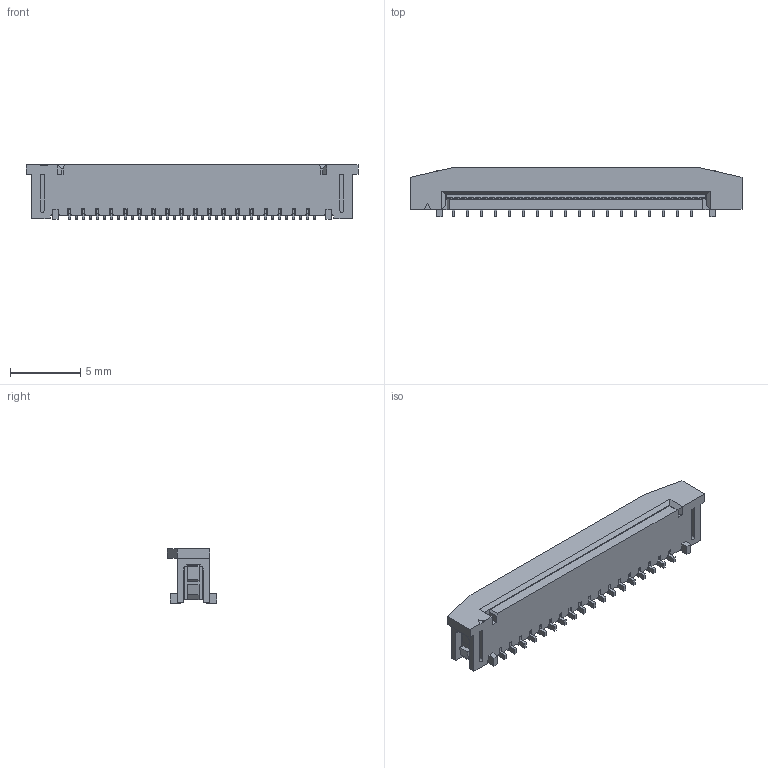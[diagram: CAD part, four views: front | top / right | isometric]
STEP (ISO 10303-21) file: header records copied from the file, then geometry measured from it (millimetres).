
FILE_DESCRIPTION(('FreeCAD Model'),'2;1');
FILE_NAME('Molex_52559-3652.step', '2021-04-01T20:05:35',('kicad StepUp'),('ksu MCAD'), 'Open CASCADE STEP processor 7.2','FreeCAD','Unknown');
FILE_SCHEMA(('AUTOMOTIVE_DESIGN { 1 0 10303 214 1 1 1 1 }'));
Length unit declared in the file: millimetre
Products named in the file (1): Molex_52559-3652
Bounding box: 23.7 x 3.5 x 3.9 mm (x, y, z)
Volume: 181.3 mm3; surface area: 619.3 mm2
Topology: 1 solids, 1 shells, 1189 faces, 3697 edges, 2428 vertices
Faces by surface type: plane 995, cylinder 194
Entity records: 48996 total; most frequent: ORIENTED_EDGE 7394, CARTESIAN_POINT 7315, DIRECTION 6469, EDGE_CURVE 3697, LINE 3305, VECTOR 3305, VERTEX_POINT 2428, AXIS2_PLACEMENT_3D 1582
